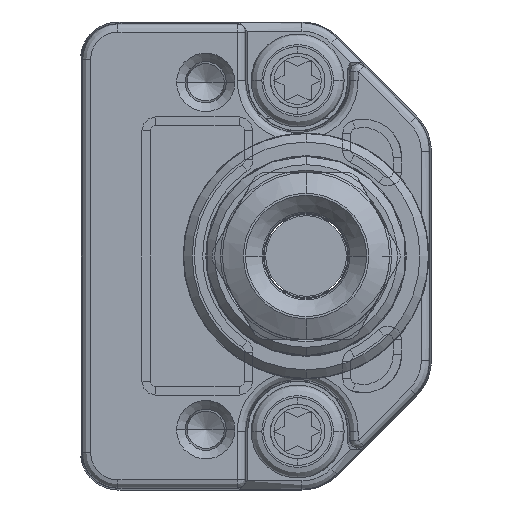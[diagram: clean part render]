
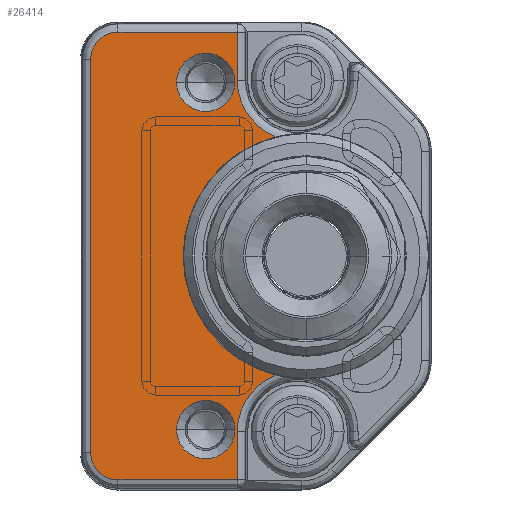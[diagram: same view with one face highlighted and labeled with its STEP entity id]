
A CAD part, left-side view. The second image highlights one B-rep face of the part: STEP entity #26414.
In plain terms, the highlighted planar face has unit normal (-1, 0, 0).
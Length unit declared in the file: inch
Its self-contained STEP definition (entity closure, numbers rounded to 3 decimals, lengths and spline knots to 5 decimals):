
#3047=DIRECTION('',(0.,0.,1.));
#3048=VECTOR('',#3047,0.11399);
#3049=CARTESIAN_POINT('',(-0.49213,0.45723,
-0.52737));
#3050=LINE('',#3049,#3048);
#3051=DIRECTION('',(0.,-1.,0.));
#3052=VECTOR('',#3051,0.28096);
#3053=CARTESIAN_POINT('',(-0.49213,0.73819,
-0.52737));
#3054=LINE('',#3053,#3052);
#3055=CARTESIAN_POINT('',(-0.49213,0.73819,
-0.4626));
#3056=DIRECTION('',(-1.,0.,0.));
#3057=DIRECTION('',(0.,1.,0.));
#3058=AXIS2_PLACEMENT_3D('',#3055,#3056,#3057);
#3060=DIRECTION('',(0.,0.,-1.));
#3061=VECTOR('',#3060,0.9252);
#3062=CARTESIAN_POINT('',(-0.49213,0.80296,
0.4626));
#3063=LINE('',#3062,#3061);
#3064=CARTESIAN_POINT('',(-0.49213,0.73819,
0.4626));
#3065=DIRECTION('',(-1.,0.,0.));
#3066=DIRECTION('',(0.,0.,1.));
#3067=AXIS2_PLACEMENT_3D('',#3064,#3065,#3066);
#3069=DIRECTION('',(0.,1.,0.));
#3070=VECTOR('',#3069,0.28096);
#3071=CARTESIAN_POINT('',(-0.49213,0.45723,
0.52737));
#3072=LINE('',#3071,#3070);
#3073=DIRECTION('',(0.,0.,1.));
#3074=VECTOR('',#3073,0.11399);
#3075=CARTESIAN_POINT('',(-0.49213,0.45723,
0.41339));
#3076=LINE('',#3075,#3074);
#3077=CARTESIAN_POINT('',(-0.49213,0.31496,
0.41339));
#3078=DIRECTION('',(1.,0.,0.));
#3079=DIRECTION('',(0.,0.359,-0.933));
#3080=AXIS2_PLACEMENT_3D('',#3077,#3078,#3079);
#3082=CARTESIAN_POINT('',(-0.49213,0.29528,0.));
#3083=DIRECTION('',(-1.,0.,0.));
#3084=DIRECTION('',(0.,0.244,0.97));
#3085=AXIS2_PLACEMENT_3D('',#3082,#3083,#3084);
#3087=CARTESIAN_POINT('',(-0.49213,0.31496,
-0.41339));
#3088=DIRECTION('',(1.,0.,0.));
#3089=DIRECTION('',(0.,1.,0.));
#3090=AXIS2_PLACEMENT_3D('',#3087,#3088,#3089);
#3092=CARTESIAN_POINT('',(-0.49213,0.5315,
-0.40915));
#3093=DIRECTION('',(1.,0.,0.));
#3094=DIRECTION('',(0.,-1.,0.));
#3095=AXIS2_PLACEMENT_3D('',#3092,#3093,#3094);
#3097=CARTESIAN_POINT('',(-0.49213,0.5315,
-0.40915));
#3098=DIRECTION('',(1.,0.,0.));
#3099=DIRECTION('',(0.,1.,0.));
#3100=AXIS2_PLACEMENT_3D('',#3097,#3098,#3099);
#3102=CARTESIAN_POINT('',(-0.49213,0.5315,
0.40915));
#3103=DIRECTION('',(1.,0.,0.));
#3104=DIRECTION('',(0.,-1.,0.));
#3105=AXIS2_PLACEMENT_3D('',#3102,#3103,#3104);
#3107=CARTESIAN_POINT('',(-0.49213,0.5315,
0.40915));
#3108=DIRECTION('',(1.,0.,0.));
#3109=DIRECTION('',(0.,1.,0.));
#3110=AXIS2_PLACEMENT_3D('',#3107,#3108,#3109);
#20363=CARTESIAN_POINT('',(-0.49213,0.80296,
-0.4626));
#20364=CARTESIAN_POINT('',(-0.49213,0.73819,
-0.52737));
#20365=VERTEX_POINT('',#20363);
#20366=VERTEX_POINT('',#20364);
#20371=CARTESIAN_POINT('',(-0.49213,0.80296,
0.4626));
#20372=VERTEX_POINT('',#20371);
#20375=CARTESIAN_POINT('',(-0.49213,0.73819,
0.52737));
#20376=VERTEX_POINT('',#20375);
#20403=CARTESIAN_POINT('',(-0.49213,0.45723,
-0.52737));
#20404=CARTESIAN_POINT('',(-0.49213,0.45723,
-0.41339));
#20405=VERTEX_POINT('',#20403);
#20406=VERTEX_POINT('',#20404);
#20428=CARTESIAN_POINT('',(-0.49213,0.366,
-0.28059));
#20429=VERTEX_POINT('',#20428);
#20444=CARTESIAN_POINT('',(-0.49213,0.45723,
0.41339));
#20445=CARTESIAN_POINT('',(-0.49213,0.45723,
0.52737));
#20446=VERTEX_POINT('',#20444);
#20447=VERTEX_POINT('',#20445);
#20468=CARTESIAN_POINT('',(-0.49213,0.366,
0.28059));
#20469=VERTEX_POINT('',#20468);
#20512=CARTESIAN_POINT('',(-0.49213,0.4626,
-0.40915));
#20513=CARTESIAN_POINT('',(-0.49213,0.60039,
-0.40915));
#20514=VERTEX_POINT('',#20512);
#20515=VERTEX_POINT('',#20513);
#20520=CARTESIAN_POINT('',(-0.49213,0.4626,
0.40915));
#20521=CARTESIAN_POINT('',(-0.49213,0.60039,
0.40915));
#20522=VERTEX_POINT('',#20520);
#20523=VERTEX_POINT('',#20521);
#26377=CARTESIAN_POINT('',(-0.49213,0.,0.));
#26378=DIRECTION('',(-1.,0.,0.));
#26379=DIRECTION('',(0.,0.,1.));
#26380=AXIS2_PLACEMENT_3D('',#26377,#26378,#26379);
#26381=PLANE('',#26380);
#26382=ORIENTED_EDGE('',*,*,#26367,.F.);
#26383=ORIENTED_EDGE('',*,*,#26344,.F.);
#26385=ORIENTED_EDGE('',*,*,#26384,.F.);
#26387=ORIENTED_EDGE('',*,*,#26386,.F.);
#26389=ORIENTED_EDGE('',*,*,#26388,.F.);
#26391=ORIENTED_EDGE('',*,*,#26390,.F.);
#26393=ORIENTED_EDGE('',*,*,#26392,.F.);
#26395=ORIENTED_EDGE('',*,*,#26394,.F.);
#26397=ORIENTED_EDGE('',*,*,#26396,.T.);
#26399=ORIENTED_EDGE('',*,*,#26398,.F.);
#26400=EDGE_LOOP('',(#26382,#26383,#26385,#26387,#26389,#26391,#26393,#26395,
#26397,#26399));
#26401=FACE_OUTER_BOUND('',#26400,.F.);
#26403=ORIENTED_EDGE('',*,*,#26402,.F.);
#26405=ORIENTED_EDGE('',*,*,#26404,.F.);
#26406=EDGE_LOOP('',(#26403,#26405));
#26407=FACE_BOUND('',#26406,.F.);
#26409=ORIENTED_EDGE('',*,*,#26408,.F.);
#26411=ORIENTED_EDGE('',*,*,#26410,.F.);
#26412=EDGE_LOOP('',(#26409,#26411));
#26413=FACE_BOUND('',#26412,.F.);
#26414=ADVANCED_FACE('',(#26401,#26407,#26413),#26381,.T.);
#3059=CIRCLE('',#3058,0.06477);
#3068=CIRCLE('',#3067,0.06477);
#3081=CIRCLE('',#3080,0.14227);
#3086=CIRCLE('',#3085,0.28937);
#3091=CIRCLE('',#3090,0.14227);
#3096=CIRCLE('',#3095,0.0689);
#3101=CIRCLE('',#3100,0.0689);
#3106=CIRCLE('',#3105,0.0689);
#3111=CIRCLE('',#3110,0.0689);
#26344=EDGE_CURVE('',#20366,#20405,#3054,.T.);
#26367=EDGE_CURVE('',#20405,#20406,#3050,.T.);
#26384=EDGE_CURVE('',#20365,#20366,#3059,.T.);
#26386=EDGE_CURVE('',#20372,#20365,#3063,.T.);
#26388=EDGE_CURVE('',#20376,#20372,#3068,.T.);
#26390=EDGE_CURVE('',#20447,#20376,#3072,.T.);
#26392=EDGE_CURVE('',#20446,#20447,#3076,.T.);
#26394=EDGE_CURVE('',#20469,#20446,#3081,.T.);
#26396=EDGE_CURVE('',#20469,#20429,#3086,.T.);
#26398=EDGE_CURVE('',#20406,#20429,#3091,.T.);
#26402=EDGE_CURVE('',#20514,#20515,#3096,.T.);
#26404=EDGE_CURVE('',#20515,#20514,#3101,.T.);
#26408=EDGE_CURVE('',#20522,#20523,#3106,.T.);
#26410=EDGE_CURVE('',#20523,#20522,#3111,.T.);
